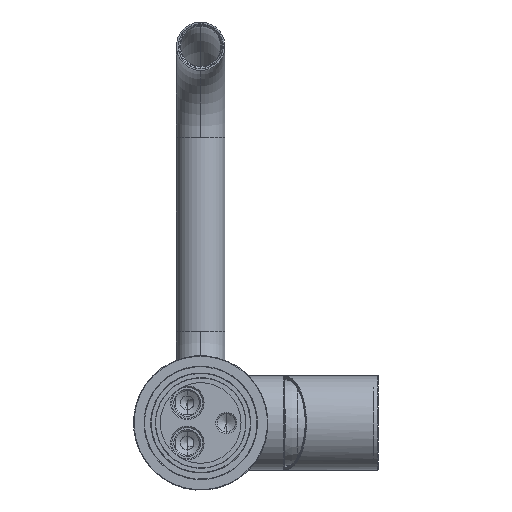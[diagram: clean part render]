
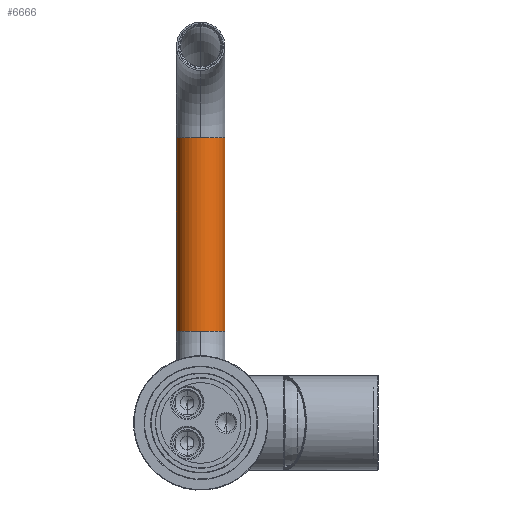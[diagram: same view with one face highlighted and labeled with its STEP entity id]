
A CAD part, front view. The second image highlights one B-rep face of the part: STEP entity #6666.
In plain terms, the highlighted cylindrical face has radius 9 mm (diameter 18 mm), a partial arc.
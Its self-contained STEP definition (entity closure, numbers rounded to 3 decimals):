
#26 = AXIS2_PLACEMENT_3D ( 'NONE', #4644, #10686, #3966 ) ;
#273 = DIRECTION ( 'NONE',  ( 0., 1., 0. ) ) ;
#317 = ORIENTED_EDGE ( 'NONE', *, *, #1789, .F. ) ;
#533 = CARTESIAN_POINT ( 'NONE',  ( 2.727, -9., 0. ) ) ;
#536 = VERTEX_POINT ( 'NONE', #2154 ) ;
#630 = CARTESIAN_POINT ( 'NONE',  ( -69.273, -9., 0. ) ) ;
#813 = VERTEX_POINT ( 'NONE', #7699 ) ;
#1020 = ORIENTED_EDGE ( 'NONE', *, *, #10237, .F. ) ;
#1315 = DIRECTION ( 'NONE',  ( 0., 1., 0. ) ) ;
#1789 = EDGE_CURVE ( 'NONE', #813, #6483, #11016, .T. ) ;
#2154 = CARTESIAN_POINT ( 'NONE',  ( -69.273, 0., -9. ) ) ;
#2443 = AXIS2_PLACEMENT_3D ( 'NONE', #3891, #9992, #4052 ) ;
#2786 = VERTEX_POINT ( 'NONE', #630 ) ;
#2908 = DIRECTION ( 'NONE',  ( 1., 0., 0. ) ) ;
#3019 = CARTESIAN_POINT ( 'NONE',  ( -69.273, 0., 0. ) ) ;
#3066 = AXIS2_PLACEMENT_3D ( 'NONE', #6418, #4121, #273 ) ;
#3267 = VERTEX_POINT ( 'NONE', #7636 ) ;
#3356 = VECTOR ( 'NONE', #6658, 1000. ) ;
#3891 = CARTESIAN_POINT ( 'NONE',  ( -69.273, 0., 0. ) ) ;
#3966 = DIRECTION ( 'NONE',  ( 0., 0., -1. ) ) ;
#4052 = DIRECTION ( 'NONE',  ( 0., 1., 0. ) ) ;
#4121 = DIRECTION ( 'NONE',  ( 1., 0., 0. ) ) ;
#4184 = AXIS2_PLACEMENT_3D ( 'NONE', #3019, #7443, #1315 ) ;
#4224 = EDGE_CURVE ( 'NONE', #10608, #3267, #4705, .T. ) ;
#4554 = DIRECTION ( 'NONE',  ( 0., 1., 0. ) ) ;
#4644 = CARTESIAN_POINT ( 'NONE',  ( -69.273, 0., 0. ) ) ;
#4705 = CIRCLE ( 'NONE', #3066, 9. ) ;
#5251 = EDGE_CURVE ( 'NONE', #2786, #536, #5267, .T. ) ;
#5267 = CIRCLE ( 'NONE', #4184, 9. ) ;
#5471 = CARTESIAN_POINT ( 'NONE',  ( 2.727, 0., 0. ) ) ;
#5668 = DIRECTION ( 'NONE',  ( 1., 0., 0. ) ) ;
#5971 = ORIENTED_EDGE ( 'NONE', *, *, #9489, .T. ) ;
#6086 = CIRCLE ( 'NONE', #2443, 9. ) ;
#6418 = CARTESIAN_POINT ( 'NONE',  ( 2.727, 0., 0. ) ) ;
#6483 = VERTEX_POINT ( 'NONE', #6700 ) ;
#6658 = DIRECTION ( 'NONE',  ( 1., 0., 0. ) ) ;
#6666 = ADVANCED_FACE ( 'NONE', ( #7252 ), #8933, .T. ) ;
#6700 = CARTESIAN_POINT ( 'NONE',  ( 2.727, 0., 9. ) ) ;
#7139 = ORIENTED_EDGE ( 'NONE', *, *, #4224, .F. ) ;
#7252 = FACE_OUTER_BOUND ( 'NONE', #7454, .T. ) ;
#7317 = CIRCLE ( 'NONE', #10734, 9. ) ;
#7443 = DIRECTION ( 'NONE',  ( 1., 0., 0. ) ) ;
#7454 = EDGE_LOOP ( 'NONE', ( #317, #11088, #8380, #5971, #7139, #1020 ) ) ;
#7636 = CARTESIAN_POINT ( 'NONE',  ( 2.727, 0., -9. ) ) ;
#7699 = CARTESIAN_POINT ( 'NONE',  ( -69.273, 0., 9. ) ) ;
#7745 = VECTOR ( 'NONE', #5668, 1000. ) ;
#8203 = EDGE_CURVE ( 'NONE', #813, #2786, #6086, .T. ) ;
#8282 = LINE ( 'NONE', #9870, #3356 ) ;
#8380 = ORIENTED_EDGE ( 'NONE', *, *, #5251, .T. ) ;
#8933 = CYLINDRICAL_SURFACE ( 'NONE', #26, 9. ) ;
#9489 = EDGE_CURVE ( 'NONE', #536, #3267, #8282, .T. ) ;
#9870 = CARTESIAN_POINT ( 'NONE',  ( -69.273, 0., -9. ) ) ;
#9992 = DIRECTION ( 'NONE',  ( 1., 0., 0. ) ) ;
#10237 = EDGE_CURVE ( 'NONE', #6483, #10608, #7317, .T. ) ;
#10608 = VERTEX_POINT ( 'NONE', #533 ) ;
#10686 = DIRECTION ( 'NONE',  ( 1., 0., 0. ) ) ;
#10734 = AXIS2_PLACEMENT_3D ( 'NONE', #5471, #2908, #4554 ) ;
#10961 = CARTESIAN_POINT ( 'NONE',  ( -69.273, 0., 9. ) ) ;
#11016 = LINE ( 'NONE', #10961, #7745 ) ;
#11088 = ORIENTED_EDGE ( 'NONE', *, *, #8203, .T. ) ;
